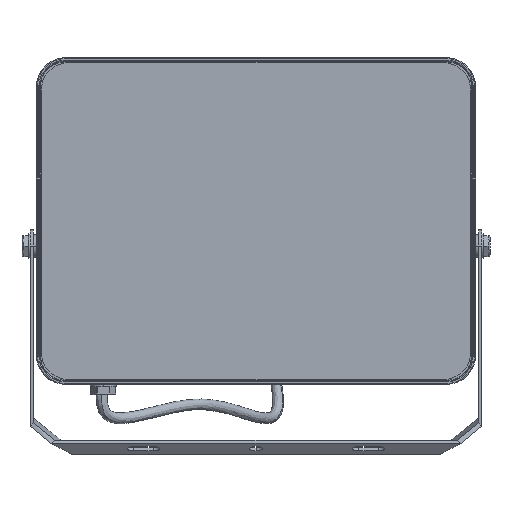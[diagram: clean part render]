
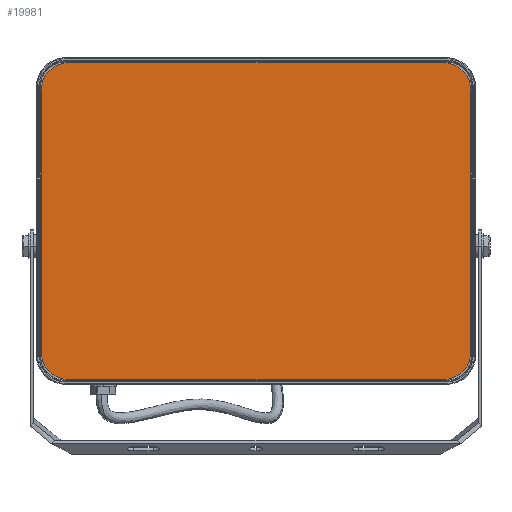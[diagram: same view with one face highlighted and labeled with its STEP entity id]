
A CAD part, top view. The second image highlights one B-rep face of the part: STEP entity #19981.
In plain terms, the highlighted planar face has unit normal (0, 0, 1).
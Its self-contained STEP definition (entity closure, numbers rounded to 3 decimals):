
#148 = CARTESIAN_POINT ( 'NONE',  ( -133.5, 81.5, 3. ) ) ;
#291 = DIRECTION ( 'NONE',  ( 0., 0., 1. ) ) ;
#335 = FACE_OUTER_BOUND ( 'NONE', #13982, .T. ) ;
#509 = LINE ( 'NONE', #5661, #3132 ) ;
#529 = LINE ( 'NONE', #14656, #13211 ) ;
#694 = DIRECTION ( 'NONE',  ( -1., 0., 0. ) ) ;
#1602 = LINE ( 'NONE', #9904, #9786 ) ;
#1664 = VERTEX_POINT ( 'NONE', #148 ) ;
#1969 = DIRECTION ( 'NONE',  ( -1., 0., 0. ) ) ;
#2430 = ORIENTED_EDGE ( 'NONE', *, *, #10305, .T. ) ;
#2576 = VERTEX_POINT ( 'NONE', #10769 ) ;
#2623 = DIRECTION ( 'NONE',  ( -1., 0., 0. ) ) ;
#3088 = CARTESIAN_POINT ( 'NONE',  ( -133.5, -81.5, 3. ) ) ;
#3132 = VECTOR ( 'NONE', #2623, 1000. ) ;
#3155 = CARTESIAN_POINT ( 'NONE',  ( 116.5, 81.5, 3. ) ) ;
#3594 = CARTESIAN_POINT ( 'NONE',  ( -116.5, 81.5, 3. ) ) ;
#4197 = EDGE_CURVE ( 'NONE', #17296, #16750, #21379, .T. ) ;
#5200 = CARTESIAN_POINT ( 'NONE',  ( -116.5, 98.5, 3. ) ) ;
#5661 = CARTESIAN_POINT ( 'NONE',  ( -116.5, 98.5, 3. ) ) ;
#5825 = EDGE_CURVE ( 'NONE', #15540, #2576, #529, .T. ) ;
#6164 = EDGE_CURVE ( 'NONE', #7652, #15540, #21403, .T. ) ;
#7078 = DIRECTION ( 'NONE',  ( 0., 0., 1. ) ) ;
#7652 = VERTEX_POINT ( 'NONE', #3088 ) ;
#8111 = DIRECTION ( 'NONE',  ( 0., -1., 0. ) ) ;
#8127 = ORIENTED_EDGE ( 'NONE', *, *, #6164, .T. ) ;
#8350 = ORIENTED_EDGE ( 'NONE', *, *, #5825, .T. ) ;
#8355 = CARTESIAN_POINT ( 'NONE',  ( 116.5, -81.5, 3. ) ) ;
#9189 = EDGE_CURVE ( 'NONE', #14175, #15814, #509, .T. ) ;
#9247 = CIRCLE ( 'NONE', #15008, 17. ) ;
#9276 = AXIS2_PLACEMENT_3D ( 'NONE', #8355, #291, #1969 ) ;
#9786 = VECTOR ( 'NONE', #8111, 1000. ) ;
#9904 = CARTESIAN_POINT ( 'NONE',  ( -133.5, -81.5, 3. ) ) ;
#10305 = EDGE_CURVE ( 'NONE', #15814, #1664, #9247, .T. ) ;
#10769 = CARTESIAN_POINT ( 'NONE',  ( 116.5, -98.5, 3. ) ) ;
#11011 = CIRCLE ( 'NONE', #9276, 17. ) ;
#12870 = AXIS2_PLACEMENT_3D ( 'NONE', #17823, #16145, #13326 ) ;
#13040 = DIRECTION ( 'NONE',  ( 0., 0., 1. ) ) ;
#13211 = VECTOR ( 'NONE', #19719, 1000. ) ;
#13243 = CARTESIAN_POINT ( 'NONE',  ( 133.5, 81.5, 3. ) ) ;
#13326 = DIRECTION ( 'NONE',  ( 1., 0., 0. ) ) ;
#13611 = EDGE_CURVE ( 'NONE', #2576, #17296, #11011, .T. ) ;
#13686 = DIRECTION ( 'NONE',  ( 0., 0., 1. ) ) ;
#13982 = EDGE_LOOP ( 'NONE', ( #21537, #16151, #2430, #14780, #8127, #8350, #21831, #17717 ) ) ;
#14175 = VERTEX_POINT ( 'NONE', #18419 ) ;
#14642 = CARTESIAN_POINT ( 'NONE',  ( 133.5, -81.5, 3. ) ) ;
#14645 = AXIS2_PLACEMENT_3D ( 'NONE', #18998, #7078, #694 ) ;
#14656 = CARTESIAN_POINT ( 'NONE',  ( -116.5, -98.5, 3. ) ) ;
#14721 = EDGE_CURVE ( 'NONE', #1664, #7652, #1602, .T. ) ;
#14780 = ORIENTED_EDGE ( 'NONE', *, *, #14721, .T. ) ;
#15008 = AXIS2_PLACEMENT_3D ( 'NONE', #3594, #13686, #20645 ) ;
#15374 = CIRCLE ( 'NONE', #15729, 17. ) ;
#15540 = VERTEX_POINT ( 'NONE', #20531 ) ;
#15729 = AXIS2_PLACEMENT_3D ( 'NONE', #3155, #13040, #16842 ) ;
#15814 = VERTEX_POINT ( 'NONE', #5200 ) ;
#16145 = DIRECTION ( 'NONE',  ( 0., 0., 1. ) ) ;
#16151 = ORIENTED_EDGE ( 'NONE', *, *, #9189, .T. ) ;
#16750 = VERTEX_POINT ( 'NONE', #13243 ) ;
#16842 = DIRECTION ( 'NONE',  ( 1., 0., 0. ) ) ;
#17296 = VERTEX_POINT ( 'NONE', #14642 ) ;
#17717 = ORIENTED_EDGE ( 'NONE', *, *, #4197, .T. ) ;
#17823 = CARTESIAN_POINT ( 'NONE',  ( 116.5, 81.5, 3. ) ) ;
#18419 = CARTESIAN_POINT ( 'NONE',  ( 116.5, 98.5, 3. ) ) ;
#18601 = VECTOR ( 'NONE', #20160, 1000. ) ;
#18998 = CARTESIAN_POINT ( 'NONE',  ( -116.5, -81.5, 3. ) ) ;
#19194 = EDGE_CURVE ( 'NONE', #16750, #14175, #15374, .T. ) ;
#19512 = PLANE ( 'NONE',  #12870 ) ;
#19719 = DIRECTION ( 'NONE',  ( 1., 0., 0. ) ) ;
#19817 = CARTESIAN_POINT ( 'NONE',  ( 133.5, -81.5, 3. ) ) ;
#19981 = ADVANCED_FACE ( 'NONE', ( #335 ), #19512, .T. ) ;
#20160 = DIRECTION ( 'NONE',  ( 0., 1., 0. ) ) ;
#20531 = CARTESIAN_POINT ( 'NONE',  ( -116.5, -98.5, 3. ) ) ;
#20645 = DIRECTION ( 'NONE',  ( 1., 0., 0. ) ) ;
#21379 = LINE ( 'NONE', #19817, #18601 ) ;
#21403 = CIRCLE ( 'NONE', #14645, 17. ) ;
#21537 = ORIENTED_EDGE ( 'NONE', *, *, #19194, .T. ) ;
#21831 = ORIENTED_EDGE ( 'NONE', *, *, #13611, .T. ) ;
